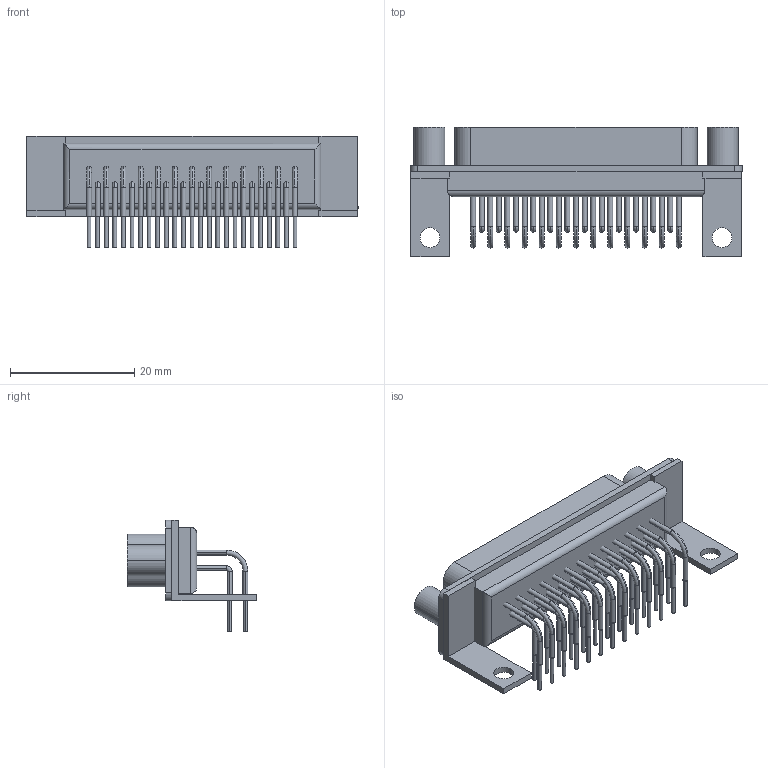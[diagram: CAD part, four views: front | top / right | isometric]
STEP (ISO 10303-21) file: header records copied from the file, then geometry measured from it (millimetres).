
FILE_DESCRIPTION((''),'2;1');
FILE_NAME('ITWMCMURDO_SDB25SNT.stp','2008-05-16T13:02:02',(''),(''),'Mechanical Desktop 2008','Mechanical Desktop 2008',', , ');
FILE_SCHEMA(('AUTOMOTIVE_DESIGN { 1 2 10303 214 1 1 1 1 }'));
Length unit declared in the file: millimetre
Products named in the file (1): Product
Bounding box: 53.42 x 20.87 x 17.93 mm (x, y, z)
Volume: 5286.3 mm3; surface area: 6656.4 mm2
Topology: 57 solids, 57 shells, 433 faces, 879 edges, 586 vertices
Faces by surface type: cylinder 220, plane 159, torus 50, bspline 4
Entity records: 11663 total; most frequent: DIRECTION 2325, CARTESIAN_POINT 1910, ORIENTED_EDGE 1756, AXIS2_PLACEMENT_3D 1016, EDGE_CURVE 878, VERTEX_POINT 584, CIRCLE 582, EDGE_LOOP 462
